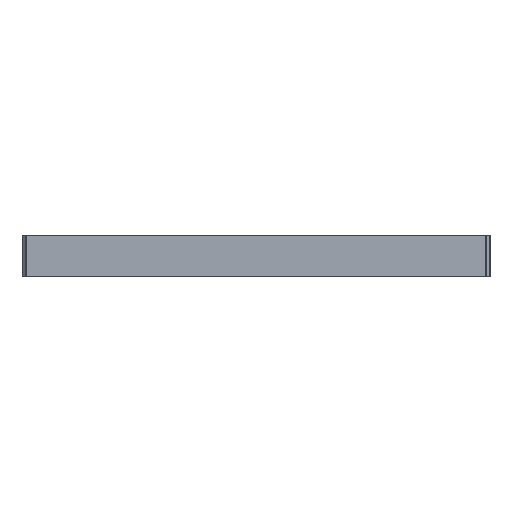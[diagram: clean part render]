
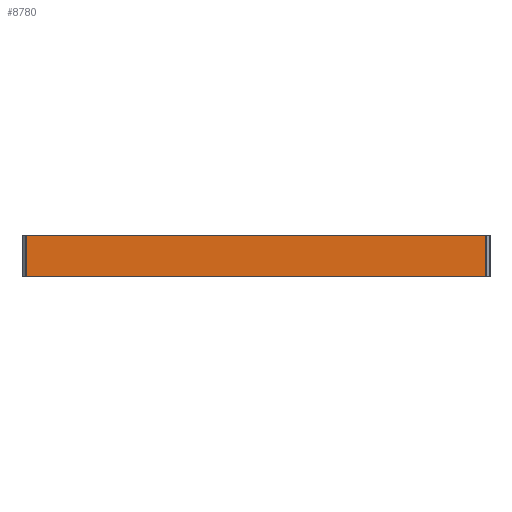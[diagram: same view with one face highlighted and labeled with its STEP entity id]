
A CAD part, left-side view. The second image highlights one B-rep face of the part: STEP entity #8780.
In plain terms, the highlighted planar face has unit normal (-1, 0, 0).
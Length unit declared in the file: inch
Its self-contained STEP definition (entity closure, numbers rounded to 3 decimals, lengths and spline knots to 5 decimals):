
#1633=LINE('',#15364,#2000);
#1640=LINE('',#15998,#2007);
#1647=LINE('',#16634,#2014);
#1648=LINE('',#16636,#2015);
#2000=VECTOR('',#10165,0.3937);
#2007=VECTOR('',#10800,0.3937);
#2014=VECTOR('',#11433,0.3937);
#2015=VECTOR('',#11436,0.3937);
#2347=PLANE('',#9757);
#2454=FACE_OUTER_BOUND('',#3495,.T.);
#3495=EDGE_LOOP('',(#7268,#7269,#7270,#7271));
#4246=VERTEX_POINT('',#15361);
#4247=VERTEX_POINT('',#15363);
#4559=VERTEX_POINT('',#15995);
#4560=VERTEX_POINT('',#15997);
#5157=EDGE_CURVE('',#4247,#4246,#1633,.T.);
#5473=EDGE_CURVE('',#4559,#4560,#1640,.T.);
#5792=EDGE_CURVE('',#4247,#4559,#1647,.T.);
#5793=EDGE_CURVE('',#4560,#4246,#1648,.T.);
#7268=ORIENTED_EDGE('',*,*,#5792,.F.);
#7269=ORIENTED_EDGE('',*,*,#5157,.T.);
#7270=ORIENTED_EDGE('',*,*,#5793,.F.);
#7271=ORIENTED_EDGE('',*,*,#5473,.F.);
#8780=ADVANCED_FACE('',(#2454),#2347,.T.);
#9757=AXIS2_PLACEMENT_3D('',#16635,#11434,#11435);
#10165=DIRECTION('',(0.,1.,0.));
#10800=DIRECTION('',(0.,1.,0.));
#11433=DIRECTION('',(0.,0.,-1.));
#11434=DIRECTION('center_axis',(-1.,0.,0.));
#11435=DIRECTION('ref_axis',(0.,-1.,0.));
#11436=DIRECTION('',(0.,0.,1.));
#15361=CARTESIAN_POINT('',(-19.68504,4.44947,0.85));
#15363=CARTESIAN_POINT('',(-19.68504,-4.99656,0.85));
#15364=CARTESIAN_POINT('',(-19.68504,2.03276,0.85));
#15995=CARTESIAN_POINT('',(-19.68504,-4.99656,0.));
#15997=CARTESIAN_POINT('',(-19.68504,4.44947,0.));
#15998=CARTESIAN_POINT('',(-19.68504,3.35276,0.));
#16634=CARTESIAN_POINT('',(-19.68504,-4.99656,0.2125));
#16635=CARTESIAN_POINT('Origin',(-19.68504,4.53276,0.));
#16636=CARTESIAN_POINT('',(-19.68504,4.44947,0.));
